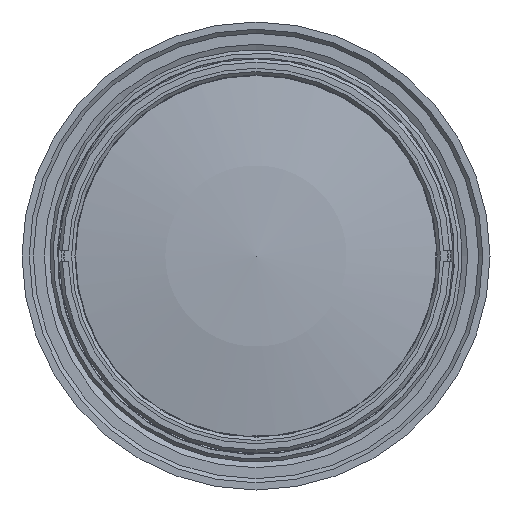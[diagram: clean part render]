
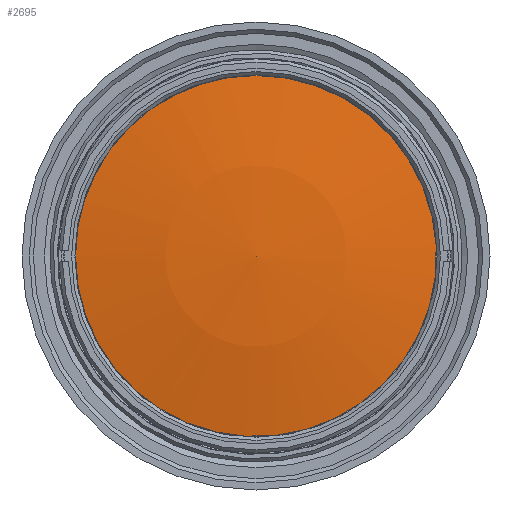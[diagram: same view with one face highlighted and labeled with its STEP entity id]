
A CAD part, left-side view. The second image highlights one B-rep face of the part: STEP entity #2695.
In plain terms, the highlighted spherical face has radius 88.541 mm.
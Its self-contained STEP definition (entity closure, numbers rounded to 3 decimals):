
#127=SPHERICAL_SURFACE('',#13635,88.541);
#168=VERTEX_LOOP('',#9053);
#1778=CIRCLE('',#13634,16.195);
#2059=FACE_BOUND('',#4146,.T.);
#2060=FACE_BOUND('',#168,.T.);
#2695=ADVANCED_FACE('',(#2059,#2060),#127,.T.);
#4146=EDGE_LOOP('',(#6677));
#6677=ORIENTED_EDGE('',*,*,#10946,.T.);
#9052=VERTEX_POINT('',#20360);
#9053=VERTEX_POINT('',#20361);
#10946=EDGE_CURVE('',#9052,#9052,#1778,.T.);
#13634=AXIS2_PLACEMENT_3D('',#20359,#15969,#15970);
#13635=AXIS2_PLACEMENT_3D('',#20362,#15971,#15972);
#15969=DIRECTION('',(-1.,0.,0.));
#15970=DIRECTION('',(0.,0.,1.));
#15971=DIRECTION('',(-1.,0.,0.));
#15972=DIRECTION('',(0.,1.,0.));
#20359=CARTESIAN_POINT('',(-85.752,0.,0.));
#20360=CARTESIAN_POINT('',(-85.752,0.,16.195));
#20361=CARTESIAN_POINT('',(-87.246,0.,0.));
#20362=CARTESIAN_POINT('',(1.295,0.,0.));
